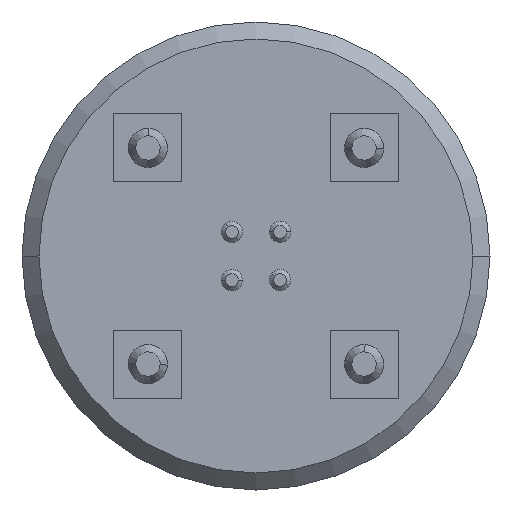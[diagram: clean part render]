
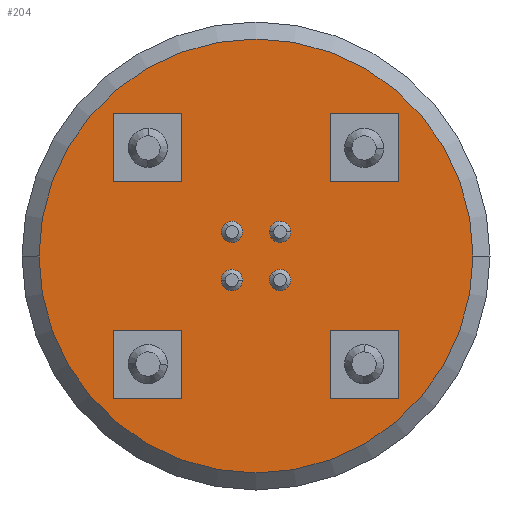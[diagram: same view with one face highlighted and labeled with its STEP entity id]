
A CAD part, left-side view. The second image highlights one B-rep face of the part: STEP entity #204.
In plain terms, the highlighted planar face has unit normal (-1, 0, 0).
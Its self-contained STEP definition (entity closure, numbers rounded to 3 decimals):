
#204=ADVANCED_FACE('',(#487,#488,#489,#490,#491,#492,#493,#494,#495),#496,.T.);
#487=FACE_OUTER_BOUND('',#868,.T.);
#488=FACE_BOUND('',#869,.T.);
#489=FACE_BOUND('',#870,.T.);
#490=FACE_BOUND('',#871,.T.);
#491=FACE_BOUND('',#872,.T.);
#492=FACE_BOUND('',#873,.T.);
#493=FACE_BOUND('',#874,.T.);
#494=FACE_BOUND('',#875,.T.);
#495=FACE_BOUND('',#876,.T.);
#496=PLANE('',#877);
#868=EDGE_LOOP('',(#1445,#1446));
#869=EDGE_LOOP('',(#1447,#1448));
#870=EDGE_LOOP('',(#1449,#1450));
#871=EDGE_LOOP('',(#1451,#1452));
#872=EDGE_LOOP('',(#1453,#1454));
#873=EDGE_LOOP('',(#1455,#1456,#1457,#1458));
#874=EDGE_LOOP('',(#1459,#1460,#1461,#1462));
#875=EDGE_LOOP('',(#1463,#1464,#1465,#1466));
#876=EDGE_LOOP('',(#1467,#1468,#1469,#1470));
#877=AXIS2_PLACEMENT_3D('',#1471,#1472,#1473);
#1445=ORIENTED_EDGE('',*,*,#2385,.F.);
#1446=ORIENTED_EDGE('',*,*,#2293,.F.);
#1447=ORIENTED_EDGE('',*,*,#2242,.F.);
#1448=ORIENTED_EDGE('',*,*,#2386,.F.);
#1449=ORIENTED_EDGE('',*,*,#2252,.F.);
#1450=ORIENTED_EDGE('',*,*,#2387,.F.);
#1451=ORIENTED_EDGE('',*,*,#2351,.F.);
#1452=ORIENTED_EDGE('',*,*,#2388,.F.);
#1453=ORIENTED_EDGE('',*,*,#2361,.F.);
#1454=ORIENTED_EDGE('',*,*,#2389,.F.);
#1455=ORIENTED_EDGE('',*,*,#2390,.T.);
#1456=ORIENTED_EDGE('',*,*,#2391,.T.);
#1457=ORIENTED_EDGE('',*,*,#2392,.T.);
#1458=ORIENTED_EDGE('',*,*,#2393,.T.);
#1459=ORIENTED_EDGE('',*,*,#2394,.T.);
#1460=ORIENTED_EDGE('',*,*,#2395,.T.);
#1461=ORIENTED_EDGE('',*,*,#2396,.T.);
#1462=ORIENTED_EDGE('',*,*,#2397,.T.);
#1463=ORIENTED_EDGE('',*,*,#2398,.T.);
#1464=ORIENTED_EDGE('',*,*,#2399,.T.);
#1465=ORIENTED_EDGE('',*,*,#2400,.T.);
#1466=ORIENTED_EDGE('',*,*,#2401,.T.);
#1467=ORIENTED_EDGE('',*,*,#2402,.T.);
#1468=ORIENTED_EDGE('',*,*,#2403,.T.);
#1469=ORIENTED_EDGE('',*,*,#2404,.T.);
#1470=ORIENTED_EDGE('',*,*,#2405,.T.);
#1471=CARTESIAN_POINT('',(-14.0,2.75,0.0));
#1472=DIRECTION('',(-1.0,0.0,0.0));
#1473=DIRECTION('',(0.0,0.0,1.0));
#2242=EDGE_CURVE('',#2693,#2690,#2695,.T.);
#2252=EDGE_CURVE('',#2709,#2706,#2711,.T.);
#2293=EDGE_CURVE('',#2781,#2783,#2784,.T.);
#2351=EDGE_CURVE('',#2879,#2875,#2881,.T.);
#2361=EDGE_CURVE('',#2895,#2891,#2897,.T.);
#2385=EDGE_CURVE('',#2783,#2781,#2933,.T.);
#2386=EDGE_CURVE('',#2690,#2693,#2934,.T.);
#2387=EDGE_CURVE('',#2706,#2709,#2935,.T.);
#2388=EDGE_CURVE('',#2875,#2879,#2936,.T.);
#2389=EDGE_CURVE('',#2891,#2895,#2937,.T.);
#2390=EDGE_CURVE('',#2938,#2939,#2940,.T.);
#2391=EDGE_CURVE('',#2939,#2941,#2942,.T.);
#2392=EDGE_CURVE('',#2941,#2943,#2944,.T.);
#2393=EDGE_CURVE('',#2943,#2938,#2945,.T.);
#2394=EDGE_CURVE('',#2946,#2947,#2948,.T.);
#2395=EDGE_CURVE('',#2947,#2949,#2950,.T.);
#2396=EDGE_CURVE('',#2949,#2951,#2952,.T.);
#2397=EDGE_CURVE('',#2951,#2946,#2953,.T.);
#2398=EDGE_CURVE('',#2954,#2955,#2956,.T.);
#2399=EDGE_CURVE('',#2955,#2957,#2958,.T.);
#2400=EDGE_CURVE('',#2957,#2959,#2960,.T.);
#2401=EDGE_CURVE('',#2959,#2954,#2961,.T.);
#2402=EDGE_CURVE('',#2962,#2963,#2964,.T.);
#2403=EDGE_CURVE('',#2963,#2965,#2966,.T.);
#2404=EDGE_CURVE('',#2965,#2967,#2968,.T.);
#2405=EDGE_CURVE('',#2967,#2962,#2969,.T.);
#2690=VERTEX_POINT('',#3524);
#2693=VERTEX_POINT('',#3528);
#2695=CIRCLE('',#3531,0.25);
#2706=VERTEX_POINT('',#3544);
#2709=VERTEX_POINT('',#3548);
#2711=CIRCLE('',#3551,0.25);
#2781=VERTEX_POINT('',#3665);
#2783=VERTEX_POINT('',#3668);
#2784=CIRCLE('',#3669,5.1);
#2875=VERTEX_POINT('',#3815);
#2879=VERTEX_POINT('',#3820);
#2881=CIRCLE('',#3823,0.25);
#2891=VERTEX_POINT('',#3835);
#2895=VERTEX_POINT('',#3840);
#2897=CIRCLE('',#3843,0.25);
#2933=CIRCLE('',#3905,5.1);
#2934=CIRCLE('',#3906,0.25);
#2935=CIRCLE('',#3907,0.25);
#2936=CIRCLE('',#3908,0.25);
#2937=CIRCLE('',#3909,0.25);
#2938=VERTEX_POINT('',#3910);
#2939=VERTEX_POINT('',#3911);
#2940=LINE('',#3912,#3913);
#2941=VERTEX_POINT('',#3914);
#2942=LINE('',#3915,#3916);
#2943=VERTEX_POINT('',#3917);
#2944=LINE('',#3918,#3919);
#2945=LINE('',#3920,#3921);
#2946=VERTEX_POINT('',#3922);
#2947=VERTEX_POINT('',#3923);
#2948=LINE('',#3924,#3925);
#2949=VERTEX_POINT('',#3926);
#2950=LINE('',#3927,#3928);
#2951=VERTEX_POINT('',#3929);
#2952=LINE('',#3930,#3931);
#2953=LINE('',#3932,#3933);
#2954=VERTEX_POINT('',#3934);
#2955=VERTEX_POINT('',#3935);
#2956=LINE('',#3936,#3937);
#2957=VERTEX_POINT('',#3938);
#2958=LINE('',#3939,#3940);
#2959=VERTEX_POINT('',#3941);
#2960=LINE('',#3942,#3943);
#2961=LINE('',#3944,#3945);
#2962=VERTEX_POINT('',#3946);
#2963=VERTEX_POINT('',#3947);
#2964=LINE('',#3948,#3949);
#2965=VERTEX_POINT('',#3950);
#2966=LINE('',#3951,#3952);
#2967=VERTEX_POINT('',#3953);
#2968=LINE('',#3954,#3955);
#2969=LINE('',#3956,#3957);
#3524=CARTESIAN_POINT('',(-14.0,-0.316,0.566));
#3528=CARTESIAN_POINT('',(-14.0,-0.816,0.566));
#3531=AXIS2_PLACEMENT_3D('',#4505,#4506,#4507);
#3544=CARTESIAN_POINT('',(-14.0,0.816,-0.566));
#3548=CARTESIAN_POINT('',(-14.0,0.316,-0.566));
#3551=AXIS2_PLACEMENT_3D('',#4521,#4522,#4523);
#3665=CARTESIAN_POINT('',(-14.0,-5.1,0.));
#3668=CARTESIAN_POINT('',(-14.0,5.1,0.));
#3669=AXIS2_PLACEMENT_3D('',#4595,#4596,#4597);
#3815=CARTESIAN_POINT('',(-14.0,0.42,0.363));
#3820=CARTESIAN_POINT('',(-14.0,0.712,0.768));
#3823=AXIS2_PLACEMENT_3D('',#4681,#4682,#4683);
#3835=CARTESIAN_POINT('',(-14.0,-0.765,-0.717));
#3840=CARTESIAN_POINT('',(-14.0,-0.367,-0.414));
#3843=AXIS2_PLACEMENT_3D('',#4697,#4698,#4699);
#3905=AXIS2_PLACEMENT_3D('',#4735,#4736,#4737);
#3906=AXIS2_PLACEMENT_3D('',#4738,#4739,#4740);
#3907=AXIS2_PLACEMENT_3D('',#4741,#4742,#4743);
#3908=AXIS2_PLACEMENT_3D('',#4744,#4745,#4746);
#3909=AXIS2_PLACEMENT_3D('',#4747,#4748,#4749);
#3910=CARTESIAN_POINT('',(-14.0,-3.34,-1.74));
#3911=CARTESIAN_POINT('',(-14.0,-3.34,-3.34));
#3912=CARTESIAN_POINT('',(-14.0,-3.34,-0.87));
#3913=VECTOR('',#4750,10.0);
#3914=CARTESIAN_POINT('',(-14.0,-1.74,-3.34));
#3915=CARTESIAN_POINT('',(-14.0,-0.295,-3.34));
#3916=VECTOR('',#4751,10.0);
#3917=CARTESIAN_POINT('',(-14.0,-1.74,-1.74));
#3918=CARTESIAN_POINT('',(-14.0,-1.74,-1.67));
#3919=VECTOR('',#4752,10.0);
#3920=CARTESIAN_POINT('',(-14.0,0.505,-1.74));
#3921=VECTOR('',#4753,10.0);
#3922=CARTESIAN_POINT('',(-14.0,-3.34,3.34));
#3923=CARTESIAN_POINT('',(-14.0,-3.34,1.74));
#3924=CARTESIAN_POINT('',(-14.0,-3.34,1.67));
#3925=VECTOR('',#4754,10.0);
#3926=CARTESIAN_POINT('',(-14.0,-1.74,1.74));
#3927=CARTESIAN_POINT('',(-14.0,-0.295,1.74));
#3928=VECTOR('',#4755,10.0);
#3929=CARTESIAN_POINT('',(-14.0,-1.74,3.34));
#3930=CARTESIAN_POINT('',(-14.0,-1.74,0.87));
#3931=VECTOR('',#4756,10.0);
#3932=CARTESIAN_POINT('',(-14.0,0.505,3.34));
#3933=VECTOR('',#4757,10.0);
#3934=CARTESIAN_POINT('',(-14.0,1.74,-3.34));
#3935=CARTESIAN_POINT('',(-14.0,3.34,-3.34));
#3936=CARTESIAN_POINT('',(-14.0,2.245,-3.34));
#3937=VECTOR('',#4758,10.0);
#3938=CARTESIAN_POINT('',(-14.0,3.34,-1.74));
#3939=CARTESIAN_POINT('',(-14.0,3.34,-1.67));
#3940=VECTOR('',#4759,10.0);
#3941=CARTESIAN_POINT('',(-14.0,1.74,-1.74));
#3942=CARTESIAN_POINT('',(-14.0,3.045,-1.74));
#3943=VECTOR('',#4760,10.0);
#3944=CARTESIAN_POINT('',(-14.0,1.74,-0.87));
#3945=VECTOR('',#4761,10.0);
#3946=CARTESIAN_POINT('',(-14.0,3.34,3.34));
#3947=CARTESIAN_POINT('',(-14.0,1.74,3.34));
#3948=CARTESIAN_POINT('',(-14.0,3.045,3.34));
#3949=VECTOR('',#4762,10.0);
#3950=CARTESIAN_POINT('',(-14.0,1.74,1.74));
#3951=CARTESIAN_POINT('',(-14.0,1.74,1.67));
#3952=VECTOR('',#4763,10.0);
#3953=CARTESIAN_POINT('',(-14.0,3.34,1.74));
#3954=CARTESIAN_POINT('',(-14.0,2.245,1.74));
#3955=VECTOR('',#4764,10.0);
#3956=CARTESIAN_POINT('',(-14.0,3.34,0.87));
#3957=VECTOR('',#4765,10.0);
#4505=CARTESIAN_POINT('',(-14.0,-0.566,0.566));
#4506=DIRECTION('',(-1.0,0.,0.));
#4507=DIRECTION('',(0.,1.0,0.));
#4521=CARTESIAN_POINT('',(-14.0,0.566,-0.566));
#4522=DIRECTION('',(-1.0,0.,0.));
#4523=DIRECTION('',(0.,1.0,0.));
#4595=CARTESIAN_POINT('',(-14.0,0.0,0.0));
#4596=DIRECTION('',(1.0,0.0,0.0));
#4597=DIRECTION('',(0.0,-1.0,0.0));
#4681=CARTESIAN_POINT('',(-14.0,0.566,0.566));
#4682=DIRECTION('',(-1.0,0.,0.));
#4683=DIRECTION('',(0.,-0.585,-0.811));
#4697=CARTESIAN_POINT('',(-14.0,-0.566,-0.566));
#4698=DIRECTION('',(-1.0,0.,0.));
#4699=DIRECTION('',(0.,-0.796,-0.605));
#4735=CARTESIAN_POINT('',(-14.0,0.0,0.0));
#4736=DIRECTION('',(1.0,0.0,0.0));
#4737=DIRECTION('',(0.0,-1.0,0.0));
#4738=CARTESIAN_POINT('',(-14.0,-0.566,0.566));
#4739=DIRECTION('',(-1.0,0.,0.));
#4740=DIRECTION('',(0.,1.0,0.));
#4741=CARTESIAN_POINT('',(-14.0,0.566,-0.566));
#4742=DIRECTION('',(-1.0,0.,0.));
#4743=DIRECTION('',(0.,1.0,0.));
#4744=CARTESIAN_POINT('',(-14.0,0.566,0.566));
#4745=DIRECTION('',(-1.0,0.,0.));
#4746=DIRECTION('',(0.,-0.585,-0.811));
#4747=CARTESIAN_POINT('',(-14.0,-0.566,-0.566));
#4748=DIRECTION('',(-1.0,0.,0.));
#4749=DIRECTION('',(0.,-0.796,-0.605));
#4750=DIRECTION('',(0.0,0.,-1.0));
#4751=DIRECTION('',(0.0,1.0,0.));
#4752=DIRECTION('',(0.0,0.,1.0));
#4753=DIRECTION('',(0.0,-1.0,0.));
#4754=DIRECTION('',(0.0,0.,-1.0));
#4755=DIRECTION('',(0.0,1.0,0.));
#4756=DIRECTION('',(0.0,0.,1.0));
#4757=DIRECTION('',(0.0,-1.0,0.));
#4758=DIRECTION('',(0.0,1.0,0.));
#4759=DIRECTION('',(0.0,0.0,1.0));
#4760=DIRECTION('',(0.0,-1.0,0.0));
#4761=DIRECTION('',(0.0,0.,-1.0));
#4762=DIRECTION('',(0.0,-1.0,0.));
#4763=DIRECTION('',(0.0,0.,-1.0));
#4764=DIRECTION('',(0.0,1.0,0.));
#4765=DIRECTION('',(0.0,0.,1.0));
